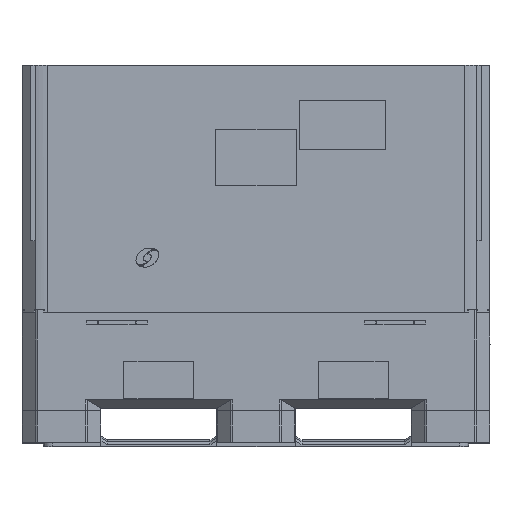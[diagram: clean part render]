
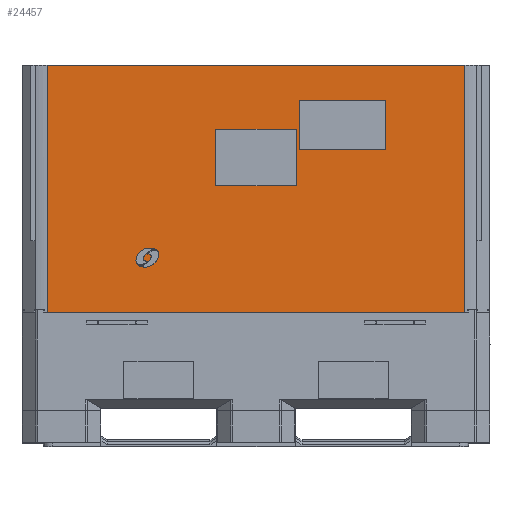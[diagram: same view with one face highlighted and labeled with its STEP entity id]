
A CAD part, top view. The second image highlights one B-rep face of the part: STEP entity #24457.
In plain terms, the highlighted planar face has unit normal (0, 0, 1).
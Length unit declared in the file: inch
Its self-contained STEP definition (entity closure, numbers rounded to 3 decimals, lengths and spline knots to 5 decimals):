
#23256=DIRECTION('',(0.,-1.,0.));
#23257=VECTOR('',#23256,5.803);
#23258=CARTESIAN_POINT('',(-4.127,18.757,1.5));
#23259=LINE('',#23258,#23257);
#23260=DIRECTION('',(0.,-1.,0.));
#23261=VECTOR('',#23260,5.803);
#23262=CARTESIAN_POINT('',(4.127,18.757,1.5));
#23263=LINE('',#23262,#23261);
#23264=DIRECTION('',(0.,-1.,0.));
#23265=VECTOR('',#23264,4.98);
#23266=CARTESIAN_POINT('',(4.411,21.669,1.5));
#23267=LINE('',#23266,#23265);
#23268=DIRECTION('',(1.,0.,0.));
#23269=VECTOR('',#23268,8.88);
#23270=CARTESIAN_POINT('',(4.411,16.689,1.5));
#23271=LINE('',#23270,#23269);
#23272=DIRECTION('',(0.,-1.,0.));
#23273=VECTOR('',#23272,4.98);
#23274=CARTESIAN_POINT('',(13.291,21.669,1.5));
#23275=LINE('',#23274,#23273);
#23276=DIRECTION('',(1.,0.,0.));
#23277=VECTOR('',#23276,8.88);
#23278=CARTESIAN_POINT('',(4.411,21.669,1.5));
#23279=LINE('',#23278,#23277);
#23280=DIRECTION('',(-1.,0.,0.));
#23281=VECTOR('',#23280,42.85952);
#23282=CARTESIAN_POINT('',(21.42976,0.,1.5));
#23283=LINE('',#23282,#23281);
#23284=DIRECTION('',(1.,0.,0.));
#23285=VECTOR('',#23284,42.85952);
#23286=CARTESIAN_POINT('',(-21.42976,25.34,1.5));
#23287=LINE('',#23286,#23285);
#23288=CARTESIAN_POINT('',(-10.35762,5.0673,1.5));
#23289=CARTESIAN_POINT('',(-9.83563,5.60304,1.5));
#23290=CARTESIAN_POINT('',(-9.94647,6.10454,1.5));
#23291=CARTESIAN_POINT('',(-10.09122,6.2438,1.5));
#23293=CARTESIAN_POINT('',(-10.09122,6.2438,1.5));
#23294=CARTESIAN_POINT('',(-10.2316,6.37886,1.5));
#23295=CARTESIAN_POINT('',(-10.59082,6.53351,1.5));
#23296=CARTESIAN_POINT('',(-11.15602,5.9558,1.5));
#23298=CARTESIAN_POINT('',(-11.15602,5.9558,1.5));
#23299=CARTESIAN_POINT('',(-10.9547,6.01901,1.5));
#23300=CARTESIAN_POINT('',(-10.63587,5.90836,1.5));
#23301=CARTESIAN_POINT('',(-10.79322,5.5187,1.5));
#23303=CARTESIAN_POINT('',(-10.79322,5.5187,1.5));
#23304=CARTESIAN_POINT('',(-10.90835,5.23357,1.5));
#23305=CARTESIAN_POINT('',(-11.54476,4.61546,1.5));
#23306=CARTESIAN_POINT('',(-12.07532,4.8144,1.5));
#23308=CARTESIAN_POINT('',(-12.07532,4.8144,1.5));
#23309=CARTESIAN_POINT('',(-11.9369,4.65666,1.5));
#23310=CARTESIAN_POINT('',(-11.02934,4.37788,1.5));
#23311=CARTESIAN_POINT('',(-10.35762,5.0673,1.5));
#23313=CARTESIAN_POINT('',(-11.92912,6.1336,1.5));
#23314=CARTESIAN_POINT('',(-12.45106,5.5979,1.5));
#23315=CARTESIAN_POINT('',(-12.33198,5.11148,1.5));
#23316=CARTESIAN_POINT('',(-12.19552,4.9571,1.5));
#23318=CARTESIAN_POINT('',(-12.19552,4.9571,1.5));
#23319=CARTESIAN_POINT('',(-12.07984,4.82622,1.5));
#23320=CARTESIAN_POINT('',(-11.69543,4.66691,1.5));
#23321=CARTESIAN_POINT('',(-11.12932,5.2451,1.5));
#23323=CARTESIAN_POINT('',(-11.12932,5.2451,1.5));
#23324=CARTESIAN_POINT('',(-11.3278,5.18272,1.5));
#23325=CARTESIAN_POINT('',(-11.6592,5.27027,1.5));
#23326=CARTESIAN_POINT('',(-11.49262,5.6827,1.5));
#23328=CARTESIAN_POINT('',(-11.49262,5.6827,1.5));
#23329=CARTESIAN_POINT('',(-11.37742,5.96792,1.5));
#23330=CARTESIAN_POINT('',(-10.74119,6.58659,1.5));
#23331=CARTESIAN_POINT('',(-10.21042,6.3878,1.5));
#23333=CARTESIAN_POINT('',(-10.21042,6.3878,1.5));
#23334=CARTESIAN_POINT('',(-10.34076,6.54967,1.5));
#23335=CARTESIAN_POINT('',(-11.25692,6.82351,1.5));
#23336=CARTESIAN_POINT('',(-11.92912,6.1336,1.5));
#23338=DIRECTION('',(1.,0.,0.));
#23339=VECTOR('',#23338,8.254);
#23340=CARTESIAN_POINT('',(-4.127,18.757,1.5));
#23341=LINE('',#23340,#23339);
#23346=DIRECTION('',(-1.,0.,0.));
#23347=VECTOR('',#23346,8.254);
#23348=CARTESIAN_POINT('',(4.127,12.954,1.5));
#23349=LINE('',#23348,#23347);
#23415=DIRECTION('',(0.,1.,0.));
#23416=VECTOR('',#23415,25.34);
#23417=CARTESIAN_POINT('',(-21.42976,0.,1.5));
#23418=LINE('',#23417,#23416);
#23524=DIRECTION('',(0.,1.,0.));
#23525=VECTOR('',#23524,25.34);
#23526=CARTESIAN_POINT('',(21.42976,0.,1.5));
#23527=LINE('',#23526,#23525);
#23928=CARTESIAN_POINT('',(4.127,18.757,1.5));
#23929=CARTESIAN_POINT('',(4.127,12.954,1.5));
#23930=VERTEX_POINT('',#23928);
#23931=VERTEX_POINT('',#23929);
#23940=CARTESIAN_POINT('',(4.411,21.669,1.5));
#23941=CARTESIAN_POINT('',(4.411,16.689,1.5));
#23942=VERTEX_POINT('',#23940);
#23943=VERTEX_POINT('',#23941);
#23944=CARTESIAN_POINT('',(13.291,21.669,1.5));
#23945=CARTESIAN_POINT('',(13.291,16.689,1.5));
#23946=VERTEX_POINT('',#23944);
#23947=VERTEX_POINT('',#23945);
#23970=CARTESIAN_POINT('',(21.42976,0.,1.5));
#23971=CARTESIAN_POINT('',(-21.42976,0.,1.5));
#23972=VERTEX_POINT('',#23970);
#23973=VERTEX_POINT('',#23971);
#23974=CARTESIAN_POINT('',(-21.42976,25.34,1.5));
#23975=CARTESIAN_POINT('',(21.42976,25.34,1.5));
#23976=VERTEX_POINT('',#23974);
#23977=VERTEX_POINT('',#23975);
#23992=CARTESIAN_POINT('',(-10.35762,5.0673,1.5));
#23993=VERTEX_POINT('',#23992);
#23994=CARTESIAN_POINT('',(-10.09122,6.2438,1.5));
#23995=VERTEX_POINT('',#23994);
#23996=CARTESIAN_POINT('',(-11.15602,5.9558,1.5));
#23997=VERTEX_POINT('',#23996);
#23998=CARTESIAN_POINT('',(-10.79322,5.5187,1.5));
#23999=VERTEX_POINT('',#23998);
#24000=CARTESIAN_POINT('',(-12.07532,4.8144,1.5));
#24001=VERTEX_POINT('',#24000);
#24002=CARTESIAN_POINT('',(-11.92912,6.1336,1.5));
#24003=VERTEX_POINT('',#24002);
#24004=CARTESIAN_POINT('',(-12.19552,4.9571,1.5));
#24005=VERTEX_POINT('',#24004);
#24006=CARTESIAN_POINT('',(-11.12932,5.2451,1.5));
#24007=VERTEX_POINT('',#24006);
#24008=CARTESIAN_POINT('',(-11.49262,5.6827,1.5));
#24009=VERTEX_POINT('',#24008);
#24010=CARTESIAN_POINT('',(-10.21042,6.3878,1.5));
#24011=VERTEX_POINT('',#24010);
#24130=CARTESIAN_POINT('',(-4.127,18.757,1.5));
#24131=CARTESIAN_POINT('',(-4.127,12.954,1.5));
#24132=VERTEX_POINT('',#24130);
#24133=VERTEX_POINT('',#24131);
#24400=CARTESIAN_POINT('',(0.,0.,1.5));
#24401=DIRECTION('',(0.,0.,1.));
#24402=DIRECTION('',(1.,0.,0.));
#24403=AXIS2_PLACEMENT_3D('',#24400,#24401,#24402);
#24404=PLANE('',#24403);
#24405=ORIENTED_EDGE('',*,*,#24237,.T.);
#24407=ORIENTED_EDGE('',*,*,#24406,.T.);
#24408=ORIENTED_EDGE('',*,*,#24354,.T.);
#24410=ORIENTED_EDGE('',*,*,#24409,.F.);
#24411=EDGE_LOOP('',(#24405,#24407,#24408,#24410));
#24412=FACE_OUTER_BOUND('',#24411,.F.);
#24414=ORIENTED_EDGE('',*,*,#24413,.T.);
#24416=ORIENTED_EDGE('',*,*,#24415,.T.);
#24418=ORIENTED_EDGE('',*,*,#24417,.F.);
#24420=ORIENTED_EDGE('',*,*,#24419,.F.);
#24421=EDGE_LOOP('',(#24414,#24416,#24418,#24420));
#24422=FACE_BOUND('',#24421,.F.);
#24424=ORIENTED_EDGE('',*,*,#24423,.F.);
#24426=ORIENTED_EDGE('',*,*,#24425,.T.);
#24428=ORIENTED_EDGE('',*,*,#24427,.F.);
#24430=ORIENTED_EDGE('',*,*,#24429,.F.);
#24431=EDGE_LOOP('',(#24424,#24426,#24428,#24430));
#24432=FACE_BOUND('',#24431,.F.);
#24434=ORIENTED_EDGE('',*,*,#24433,.T.);
#24436=ORIENTED_EDGE('',*,*,#24435,.T.);
#24438=ORIENTED_EDGE('',*,*,#24437,.T.);
#24440=ORIENTED_EDGE('',*,*,#24439,.T.);
#24442=ORIENTED_EDGE('',*,*,#24441,.T.);
#24443=EDGE_LOOP('',(#24434,#24436,#24438,#24440,#24442));
#24444=FACE_BOUND('',#24443,.F.);
#24446=ORIENTED_EDGE('',*,*,#24445,.T.);
#24448=ORIENTED_EDGE('',*,*,#24447,.T.);
#24450=ORIENTED_EDGE('',*,*,#24449,.T.);
#24452=ORIENTED_EDGE('',*,*,#24451,.T.);
#24454=ORIENTED_EDGE('',*,*,#24453,.T.);
#24455=EDGE_LOOP('',(#24446,#24448,#24450,#24452,#24454));
#24456=FACE_BOUND('',#24455,.F.);
#24457=ADVANCED_FACE('',(#24412,#24422,#24432,#24444,#24456),#24404,.T.);
#23292=B_SPLINE_CURVE_WITH_KNOTS('',3,(#23288,#23289,#23290,#23291),
.UNSPECIFIED.,.F.,.F.,(4,4),(0.,1.),.UNSPECIFIED.);
#23297=B_SPLINE_CURVE_WITH_KNOTS('',3,(#23293,#23294,#23295,#23296),
.UNSPECIFIED.,.F.,.F.,(4,4),(0.,1.),.UNSPECIFIED.);
#23302=B_SPLINE_CURVE_WITH_KNOTS('',3,(#23298,#23299,#23300,#23301),
.UNSPECIFIED.,.F.,.F.,(4,4),(0.,1.),.UNSPECIFIED.);
#23307=B_SPLINE_CURVE_WITH_KNOTS('',3,(#23303,#23304,#23305,#23306),
.UNSPECIFIED.,.F.,.F.,(4,4),(0.,1.),.UNSPECIFIED.);
#23312=B_SPLINE_CURVE_WITH_KNOTS('',3,(#23308,#23309,#23310,#23311),
.UNSPECIFIED.,.F.,.F.,(4,4),(0.,1.),.UNSPECIFIED.);
#23317=B_SPLINE_CURVE_WITH_KNOTS('',3,(#23313,#23314,#23315,#23316),
.UNSPECIFIED.,.F.,.F.,(4,4),(0.,1.),.UNSPECIFIED.);
#23322=B_SPLINE_CURVE_WITH_KNOTS('',3,(#23318,#23319,#23320,#23321),
.UNSPECIFIED.,.F.,.F.,(4,4),(0.,1.),.UNSPECIFIED.);
#23327=B_SPLINE_CURVE_WITH_KNOTS('',3,(#23323,#23324,#23325,#23326),
.UNSPECIFIED.,.F.,.F.,(4,4),(0.,1.),.UNSPECIFIED.);
#23332=B_SPLINE_CURVE_WITH_KNOTS('',3,(#23328,#23329,#23330,#23331),
.UNSPECIFIED.,.F.,.F.,(4,4),(0.,1.),.UNSPECIFIED.);
#23337=B_SPLINE_CURVE_WITH_KNOTS('',3,(#23333,#23334,#23335,#23336),
.UNSPECIFIED.,.F.,.F.,(4,4),(0.,1.),.UNSPECIFIED.);
#24237=EDGE_CURVE('',#23972,#23973,#23283,.T.);
#24354=EDGE_CURVE('',#23976,#23977,#23287,.T.);
#24406=EDGE_CURVE('',#23973,#23976,#23418,.T.);
#24409=EDGE_CURVE('',#23972,#23977,#23527,.T.);
#24413=EDGE_CURVE('',#23942,#23943,#23267,.T.);
#24415=EDGE_CURVE('',#23943,#23947,#23271,.T.);
#24417=EDGE_CURVE('',#23946,#23947,#23275,.T.);
#24419=EDGE_CURVE('',#23942,#23946,#23279,.T.);
#24423=EDGE_CURVE('',#24132,#23930,#23341,.T.);
#24425=EDGE_CURVE('',#24132,#24133,#23259,.T.);
#24427=EDGE_CURVE('',#23931,#24133,#23349,.T.);
#24429=EDGE_CURVE('',#23930,#23931,#23263,.T.);
#24433=EDGE_CURVE('',#23993,#23995,#23292,.T.);
#24435=EDGE_CURVE('',#23995,#23997,#23297,.T.);
#24437=EDGE_CURVE('',#23997,#23999,#23302,.T.);
#24439=EDGE_CURVE('',#23999,#24001,#23307,.T.);
#24441=EDGE_CURVE('',#24001,#23993,#23312,.T.);
#24445=EDGE_CURVE('',#24003,#24005,#23317,.T.);
#24447=EDGE_CURVE('',#24005,#24007,#23322,.T.);
#24449=EDGE_CURVE('',#24007,#24009,#23327,.T.);
#24451=EDGE_CURVE('',#24009,#24011,#23332,.T.);
#24453=EDGE_CURVE('',#24011,#24003,#23337,.T.);
